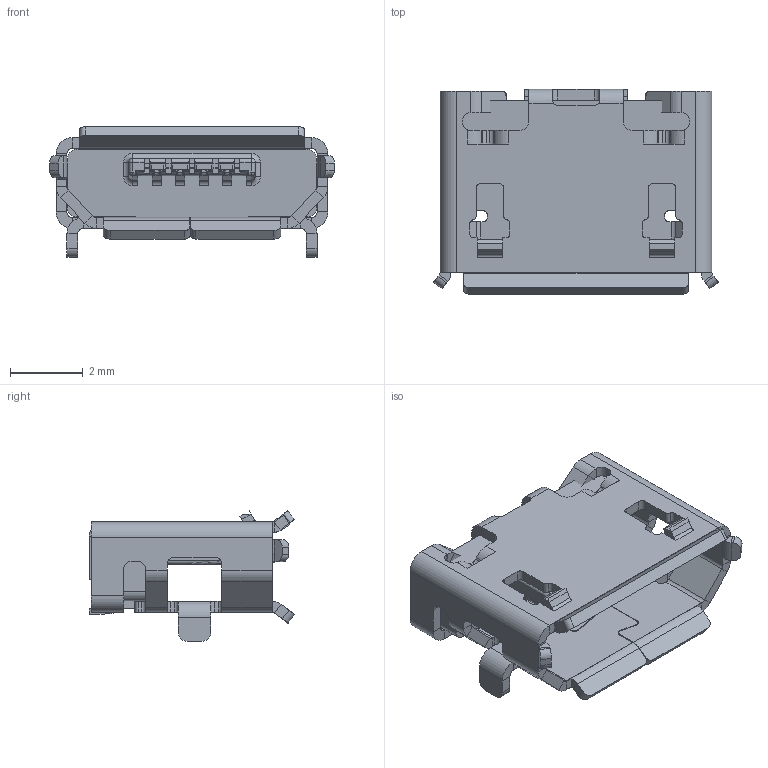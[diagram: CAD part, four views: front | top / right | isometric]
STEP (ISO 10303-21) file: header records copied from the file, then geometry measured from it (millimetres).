
FILE_DESCRIPTION(/* description */ (''),/* implementation_level */ '2;1');
FILE_NAME(/* name */ 'Con-USB2-MICRO-B-SMD v5.step',/* time_stamp */ '2021-05-10T15:41:06+02:00',/* author */ (''),/* organization */ (''),/* preprocessor_version */ 'ST-DEVELOPER v18.1',/* originating_system */ 'Autodesk Translation Framework v10.6.0.1341',/* authorisation */ '');
FILE_SCHEMA (('AUTOMOTIVE_DESIGN { 1 0 10303 214 3 1 1 }'));
Length unit declared in the file: millimetre
Products named in the file (5): Con-USB2-MICRO-B-SMD; Board; Open CASCADE STEP translator 6.8 1.1.1; Free-Models; 10118193-0001lfc
Assembly tree (4 placements, depth 3):
  Con-USB2-MICRO-B-SMD
    Board
      Open CASCADE STEP translator 6.8 1.1.1
    Free-Models
      10118193-0001lfc
Bounding box: 7.86 x 5.66 x 3.6 mm (x, y, z)
Surface area: 298 mm2 (no closed solid volume)
Topology: 0 solids, 782 shells, 782 faces, 3962 edges, 3958 vertices
Faces by surface type: plane 505, bspline 265, torus 4, sphere 4, cylinder 4
Entity records: 48340 total; most frequent: CARTESIAN_POINT 16716, DIRECTION 5784, VERTEX_POINT 3958, EDGE_CURVE 3958, ORIENTED_EDGE 3958, LINE 2838, VECTOR 2838, AXIS2_PLACEMENT_3D 1473
